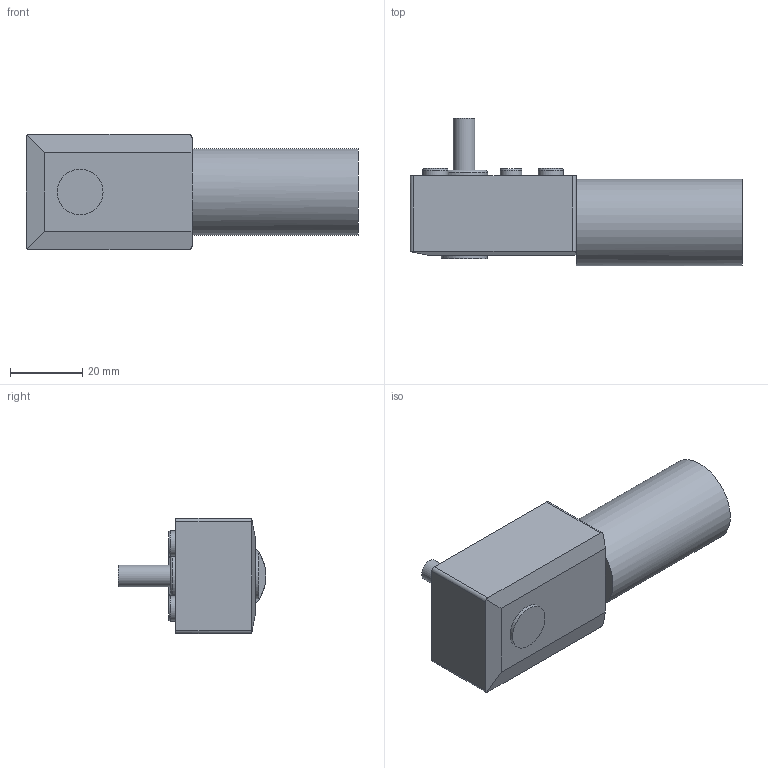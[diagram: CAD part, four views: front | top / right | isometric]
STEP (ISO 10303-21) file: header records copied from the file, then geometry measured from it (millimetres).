
FILE_DESCRIPTION(('FreeCAD Model'),'2;1');
FILE_NAME('Open CASCADE Shape Model','2024-12-08T08:41:41',('Author'),( ''),'Open CASCADE STEP processor 7.8','FreeCAD','Unknown');
FILE_SCHEMA(('AUTOMOTIVE_DESIGN { 1 0 10303 214 1 1 1 1 }'));
Length unit declared in the file: millimetre
Products named in the file (1): Moteur
Bounding box: 92 x 41 x 32 mm (x, y, z)
Volume: 53989.6 mm3; surface area: 10491.5 mm2
Topology: 1 solids, 1 shells, 55 faces, 108 edges, 68 vertices
Faces by surface type: plane 26, cylinder 21, torus 7, cone 1
Full cylindrical faces by diameter (mm): 2.5 x5, 6 x1, 7 x4, 12.7 x1, 13 x1, 24 x1
Entity records: 1447 total; most frequent: DIRECTION 279, CARTESIAN_POINT 232, ORIENTED_EDGE 216, AXIS2_PLACEMENT_3D 115, EDGE_CURVE 108, FACE_BOUND 68, EDGE_LOOP 68, VERTEX_POINT 68
